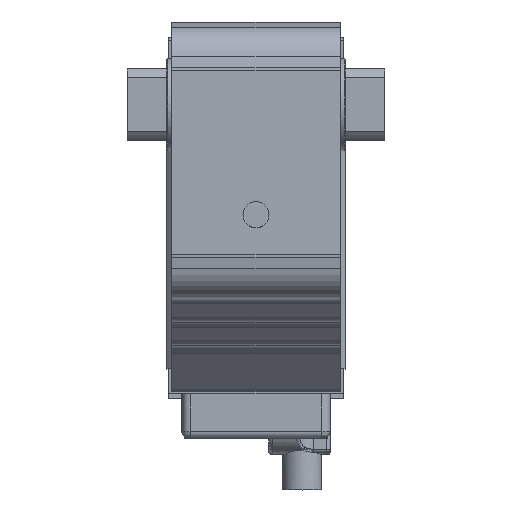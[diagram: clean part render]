
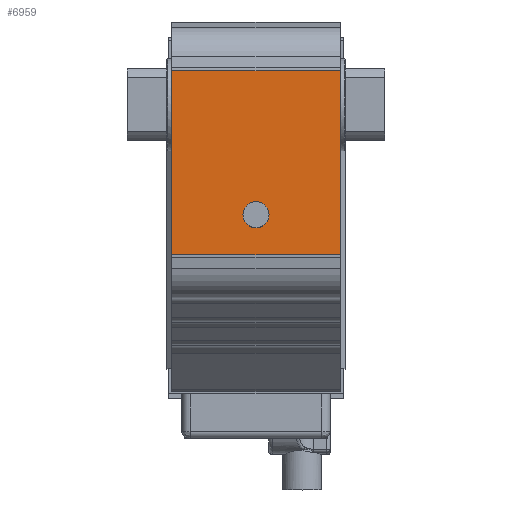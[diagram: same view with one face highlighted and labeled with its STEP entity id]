
A CAD part, top view. The second image highlights one B-rep face of the part: STEP entity #6959.
In plain terms, the highlighted planar face has unit normal (0, 0, 1).
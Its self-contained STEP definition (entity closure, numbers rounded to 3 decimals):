
#196=FACE_BOUND('',#1423,.T.);
#197=FACE_BOUND('',#1424,.T.);
#339=CIRCLE('',#7273,3.95);
#1423=EDGE_LOOP('',(#5827));
#1424=EDGE_LOOP('',(#5828,#5829,#5830,#5831));
#1992=LINE('',#11345,#2587);
#2003=LINE('',#11384,#2598);
#2017=LINE('',#11421,#2612);
#2018=LINE('',#11423,#2613);
#2587=VECTOR('',#9176,55.879);
#2598=VECTOR('',#9209,55.879);
#2612=VECTOR('',#9257,51.);
#2613=VECTOR('',#9260,51.);
#3057=VERTEX_POINT('',#10600);
#3282=VERTEX_POINT('',#11300);
#3303=VERTEX_POINT('',#11343);
#3319=VERTEX_POINT('',#11381);
#3320=VERTEX_POINT('',#11383);
#3818=EDGE_CURVE('',#3057,#3057,#339,.T.);
#4164=EDGE_CURVE('',#3282,#3303,#1992,.T.);
#4183=EDGE_CURVE('',#3320,#3319,#2003,.T.);
#4201=EDGE_CURVE('',#3282,#3319,#2017,.T.);
#4202=EDGE_CURVE('',#3303,#3320,#2018,.T.);
#5827=ORIENTED_EDGE('',*,*,#3818,.T.);
#5828=ORIENTED_EDGE('',*,*,#4164,.T.);
#5829=ORIENTED_EDGE('',*,*,#4202,.T.);
#5830=ORIENTED_EDGE('',*,*,#4183,.T.);
#5831=ORIENTED_EDGE('',*,*,#4201,.F.);
#6652=PLANE('',#7612);
#6959=ADVANCED_FACE('',(#196,#197),#6652,.T.);
#7273=AXIS2_PLACEMENT_3D('',#10601,#8368,#8369);
#7612=AXIS2_PLACEMENT_3D('',#11424,#9261,#9262);
#8368=DIRECTION('center_axis',(0.,0.,-1.));
#8369=DIRECTION('ref_axis',(-1.,0.,0.));
#9176=DIRECTION('',(0.,1.,0.));
#9209=DIRECTION('',(0.,-1.,0.));
#9257=DIRECTION('',(-1.,0.,0.));
#9260=DIRECTION('',(-1.,0.,0.));
#9261=DIRECTION('center_axis',(0.,0.,1.));
#9262=DIRECTION('ref_axis',(0.,-1.,0.));
#10600=CARTESIAN_POINT('',(3.95,-33.5,58.5));
#10601=CARTESIAN_POINT('Origin',(0.,-33.5,58.5));
#11300=CARTESIAN_POINT('',(25.5,-45.689,58.5));
#11343=CARTESIAN_POINT('',(25.5,10.189,58.5));
#11345=CARTESIAN_POINT('',(25.5,5.095,58.5));
#11381=CARTESIAN_POINT('',(-25.5,-45.689,58.5));
#11383=CARTESIAN_POINT('',(-25.5,10.189,58.5));
#11384=CARTESIAN_POINT('',(-25.5,5.095,58.5));
#11421=CARTESIAN_POINT('',(0.,-45.689,58.5));
#11423=CARTESIAN_POINT('',(0.,10.189,58.5));
#11424=CARTESIAN_POINT('Origin',(0.,10.189,58.5));
